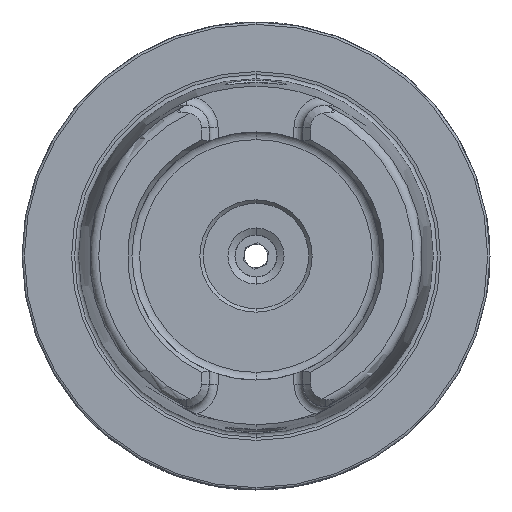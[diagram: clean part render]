
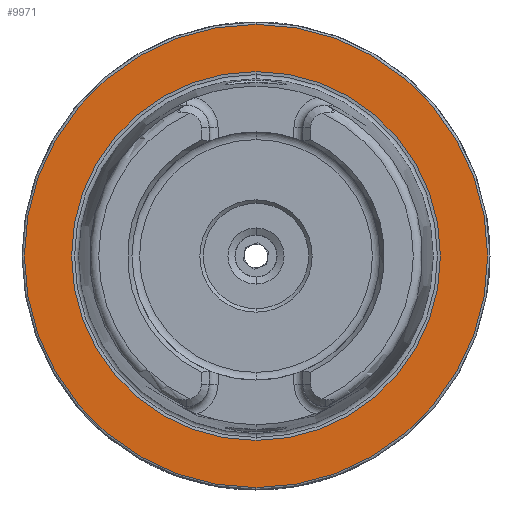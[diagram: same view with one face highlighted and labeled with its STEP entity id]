
A CAD part, left-side view. The second image highlights one B-rep face of the part: STEP entity #9971.
In plain terms, the highlighted planar face has unit normal (-1, 0, 0).
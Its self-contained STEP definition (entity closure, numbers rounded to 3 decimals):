
#727 = CARTESIAN_POINT ( 'NONE',  ( 0., 0., 49.5 ) ) ;
#1748 = ORIENTED_EDGE ( 'NONE', *, *, #8148, .T. ) ;
#1775 = VERTEX_POINT ( 'NONE', #7059 ) ;
#2157 = CIRCLE ( 'NONE', #3013, 49.5 ) ;
#2360 = CIRCLE ( 'NONE', #5393, 39.405 ) ;
#3013 = AXIS2_PLACEMENT_3D ( 'NONE', #3787, #3808, #3795 ) ;
#3606 = VERTEX_POINT ( 'NONE', #727 ) ;
#3722 = VERTEX_POINT ( 'NONE', #10396 ) ;
#3787 = CARTESIAN_POINT ( 'NONE',  ( 0., 0., 0. ) ) ;
#3795 = DIRECTION ( 'NONE',  ( 0., 0., 1. ) ) ;
#3808 = DIRECTION ( 'NONE',  ( -1., 0., 0. ) ) ;
#4030 = VERTEX_POINT ( 'NONE', #8670 ) ;
#4981 = ORIENTED_EDGE ( 'NONE', *, *, #5666, .F. ) ;
#5055 = ORIENTED_EDGE ( 'NONE', *, *, #8236, .F. ) ;
#5065 = ORIENTED_EDGE ( 'NONE', *, *, #5732, .T. ) ;
#5089 = DIRECTION ( 'NONE',  ( -1., 0., 0. ) ) ;
#5099 = CARTESIAN_POINT ( 'NONE',  ( 0., 0., 0. ) ) ;
#5136 = DIRECTION ( 'NONE',  ( 0., 0., 1. ) ) ;
#5265 = FACE_OUTER_BOUND ( 'NONE', #9358, .T. ) ;
#5292 = FACE_BOUND ( 'NONE', #8932, .T. ) ;
#5393 = AXIS2_PLACEMENT_3D ( 'NONE', #5099, #5089, #5136 ) ;
#5666 = EDGE_CURVE ( 'NONE', #4030, #3722, #2360, .T. ) ;
#5732 = EDGE_CURVE ( 'NONE', #1775, #3606, #2157, .T. ) ;
#5830 = DIRECTION ( 'NONE',  ( 0., 0., 1. ) ) ;
#5843 = DIRECTION ( 'NONE',  ( -1., 0., 0. ) ) ;
#5861 = CARTESIAN_POINT ( 'NONE',  ( 0., 0., 0. ) ) ;
#6471 = DIRECTION ( 'NONE',  ( 0., 0., 1. ) ) ;
#6479 = DIRECTION ( 'NONE',  ( -1., 0., 0. ) ) ;
#6492 = CARTESIAN_POINT ( 'NONE',  ( 0., 0., 0. ) ) ;
#6976 = AXIS2_PLACEMENT_3D ( 'NONE', #5861, #5843, #5830 ) ;
#7059 = CARTESIAN_POINT ( 'NONE',  ( 0., 0., -49.5 ) ) ;
#7443 = CIRCLE ( 'NONE', #6976, 39.405 ) ;
#7564 = CIRCLE ( 'NONE', #8443, 49.5 ) ;
#8148 = EDGE_CURVE ( 'NONE', #3606, #1775, #7564, .T. ) ;
#8236 = EDGE_CURVE ( 'NONE', #3722, #4030, #7443, .T. ) ;
#8313 = AXIS2_PLACEMENT_3D ( 'NONE', #9274, #8610, #8583 ) ;
#8443 = AXIS2_PLACEMENT_3D ( 'NONE', #6492, #6479, #6471 ) ;
#8583 = DIRECTION ( 'NONE',  ( 0., 0., -1. ) ) ;
#8610 = DIRECTION ( 'NONE',  ( 1., 0., 0. ) ) ;
#8658 = PLANE ( 'NONE',  #8313 ) ;
#8670 = CARTESIAN_POINT ( 'NONE',  ( 0., 0., 39.405 ) ) ;
#8932 = EDGE_LOOP ( 'NONE', ( #4981, #5055 ) ) ;
#9274 = CARTESIAN_POINT ( 'NONE',  ( 0., 49.5, 0. ) ) ;
#9358 = EDGE_LOOP ( 'NONE', ( #1748, #5065 ) ) ;
#9971 = ADVANCED_FACE ( 'NONE', ( #5292, #5265 ), #8658, .F. ) ;
#10396 = CARTESIAN_POINT ( 'NONE',  ( 0., 0., -39.405 ) ) ;
